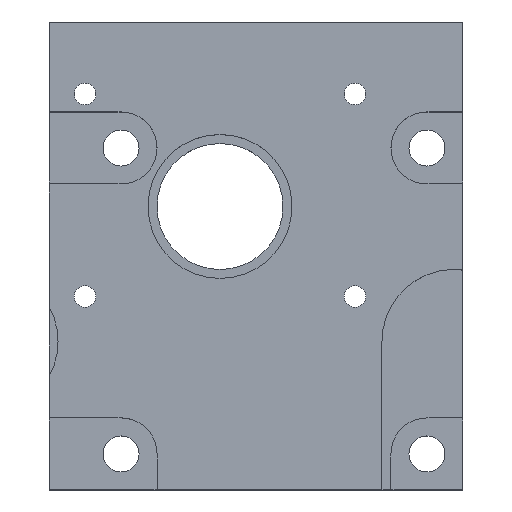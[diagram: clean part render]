
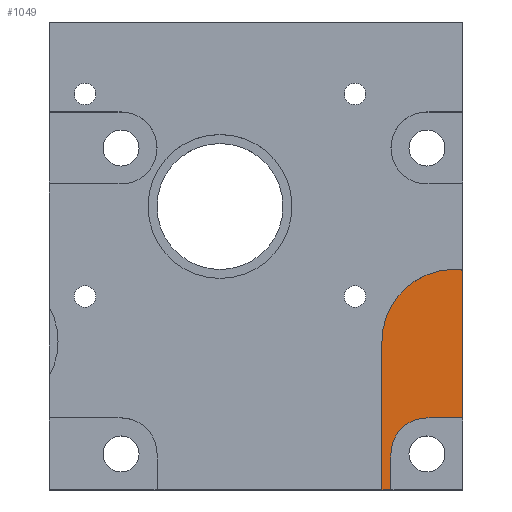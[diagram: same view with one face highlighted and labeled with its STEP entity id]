
A CAD part, top view. The second image highlights one B-rep face of the part: STEP entity #1049.
In plain terms, the highlighted planar face has unit normal (0, 0, 1).
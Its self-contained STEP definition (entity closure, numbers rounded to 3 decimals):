
#32 = PLANE('',#33);
#33 = AXIS2_PLACEMENT_3D('',#34,#35,#36);
#34 = CARTESIAN_POINT('',(-25.,-21.,0.));
#35 = DIRECTION('',(0.,1.,0.));
#36 = DIRECTION('',(1.,0.,0.));
#165 = VERTEX_POINT('',#166);
#166 = CARTESIAN_POINT('',(12.,-21.,5.));
#180 = PLANE('',#181);
#181 = AXIS2_PLACEMENT_3D('',#182,#183,#184);
#182 = CARTESIAN_POINT('',(12.,-4.5,8.));
#183 = DIRECTION('',(-1.,0.,0.));
#184 = DIRECTION('',(0.,-1.,0.));
#192 = EDGE_CURVE('',#165,#193,#195,.T.);
#193 = VERTEX_POINT('',#194);
#194 = CARTESIAN_POINT('',(13.,-21.,5.));
#195 = SURFACE_CURVE('',#196,(#200,#206),.PCURVE_S1.);
#196 = LINE('',#197,#198);
#197 = CARTESIAN_POINT('',(-2.5,-21.,5.));
#198 = VECTOR('',#199,1.);
#199 = DIRECTION('',(1.,0.,0.));
#200 = PCURVE('',#32,#201);
#201 = DEFINITIONAL_REPRESENTATION('',(#202),#205);
#202 = B_SPLINE_CURVE_WITH_KNOTS('',1,(#203,#204),.UNSPECIFIED.,.F.,.F.,
  (2,2),(12.9,28.1),.PIECEWISE_BEZIER_KNOTS.);
#203 = CARTESIAN_POINT('',(35.4,-5.));
#204 = CARTESIAN_POINT('',(50.6,-5.));
#205 = ( GEOMETRIC_REPRESENTATION_CONTEXT(2) 
PARAMETRIC_REPRESENTATION_CONTEXT() REPRESENTATION_CONTEXT('2D SPACE',''
  ) );
#206 = PCURVE('',#207,#212);
#207 = PLANE('',#208);
#208 = AXIS2_PLACEMENT_3D('',#209,#210,#211);
#209 = CARTESIAN_POINT('',(20.,-12.75,5.));
#210 = DIRECTION('',(0.,0.,1.));
#211 = DIRECTION('',(1.,0.,0.));
#212 = DEFINITIONAL_REPRESENTATION('',(#213),#216);
#213 = B_SPLINE_CURVE_WITH_KNOTS('',1,(#214,#215),.UNSPECIFIED.,.F.,.F.,
  (2,2),(12.9,28.1),.PIECEWISE_BEZIER_KNOTS.);
#214 = CARTESIAN_POINT('',(-9.6,-8.25));
#215 = CARTESIAN_POINT('',(5.6,-8.25));
#216 = ( GEOMETRIC_REPRESENTATION_CONTEXT(2) 
PARAMETRIC_REPRESENTATION_CONTEXT() REPRESENTATION_CONTEXT('2D SPACE',''
  ) );
#233 = PLANE('',#234);
#234 = AXIS2_PLACEMENT_3D('',#235,#236,#237);
#235 = CARTESIAN_POINT('',(13.,-22.,8.));
#236 = DIRECTION('',(1.,0.,0.));
#237 = DIRECTION('',(0.,1.,0.));
#284 = PLANE('',#285);
#285 = AXIS2_PLACEMENT_3D('',#286,#287,#288);
#286 = CARTESIAN_POINT('',(21.,-21.,0.));
#287 = DIRECTION('',(-1.,0.,0.));
#288 = DIRECTION('',(0.,1.,0.));
#678 = VERTEX_POINT('',#679);
#679 = CARTESIAN_POINT('',(21.,-13.,5.));
#692 = PLANE('',#693);
#693 = AXIS2_PLACEMENT_3D('',#694,#695,#696);
#694 = CARTESIAN_POINT('',(17.,-13.,8.));
#695 = DIRECTION('',(0.,-1.,0.));
#696 = DIRECTION('',(1.,0.,0.));
#703 = EDGE_CURVE('',#678,#704,#706,.T.);
#704 = VERTEX_POINT('',#705);
#705 = CARTESIAN_POINT('',(21.,3.437,5.));
#706 = SURFACE_CURVE('',#707,(#711,#717),.PCURVE_S1.);
#707 = LINE('',#708,#709);
#708 = CARTESIAN_POINT('',(21.,-16.875,5.));
#709 = VECTOR('',#710,1.);
#710 = DIRECTION('',(0.,1.,0.));
#711 = PCURVE('',#284,#712);
#712 = DEFINITIONAL_REPRESENTATION('',(#713),#716);
#713 = B_SPLINE_CURVE_WITH_KNOTS('',1,(#714,#715),.UNSPECIFIED.,.F.,.F.,
  (2,2),(-9.325,23.625),.PIECEWISE_BEZIER_KNOTS.);
#714 = CARTESIAN_POINT('',(-5.2,-5.));
#715 = CARTESIAN_POINT('',(27.75,-5.));
#716 = ( GEOMETRIC_REPRESENTATION_CONTEXT(2) 
PARAMETRIC_REPRESENTATION_CONTEXT() REPRESENTATION_CONTEXT('2D SPACE',''
  ) );
#717 = PCURVE('',#207,#718);
#718 = DEFINITIONAL_REPRESENTATION('',(#719),#722);
#719 = B_SPLINE_CURVE_WITH_KNOTS('',1,(#720,#721),.UNSPECIFIED.,.F.,.F.,
  (2,2),(-9.325,23.625),.PIECEWISE_BEZIER_KNOTS.);
#720 = CARTESIAN_POINT('',(1.,-13.45));
#721 = CARTESIAN_POINT('',(1.,19.5));
#722 = ( GEOMETRIC_REPRESENTATION_CONTEXT(2) 
PARAMETRIC_REPRESENTATION_CONTEXT() REPRESENTATION_CONTEXT('2D SPACE',''
  ) );
#739 = CYLINDRICAL_SURFACE('',#740,8.);
#740 = AXIS2_PLACEMENT_3D('',#741,#742,#743);
#741 = CARTESIAN_POINT('',(20.,-4.5,8.));
#742 = DIRECTION('',(0.,0.,1.));
#743 = DIRECTION('',(1.,0.,0.));
#939 = CYLINDRICAL_SURFACE('',#940,4.);
#940 = AXIS2_PLACEMENT_3D('',#941,#942,#943);
#941 = CARTESIAN_POINT('',(17.,-17.,8.));
#942 = DIRECTION('',(0.,0.,1.));
#943 = DIRECTION('',(1.,0.,0.));
#1006 = EDGE_CURVE('',#1007,#193,#1009,.T.);
#1007 = VERTEX_POINT('',#1008);
#1008 = CARTESIAN_POINT('',(13.,-17.,5.));
#1009 = SURFACE_CURVE('',#1010,(#1014,#1020),.PCURVE_S1.);
#1010 = LINE('',#1011,#1012);
#1011 = CARTESIAN_POINT('',(13.,-17.375,5.));
#1012 = VECTOR('',#1013,1.);
#1013 = DIRECTION('',(0.,-1.,0.));
#1014 = PCURVE('',#233,#1015);
#1015 = DEFINITIONAL_REPRESENTATION('',(#1016),#1019);
#1016 = B_SPLINE_CURVE_WITH_KNOTS('',1,(#1017,#1018),.UNSPECIFIED.,.F.,
  .F.,(2,2),(-0.775,4.025),.PIECEWISE_BEZIER_KNOTS.);
#1017 = CARTESIAN_POINT('',(5.4,-3.));
#1018 = CARTESIAN_POINT('',(0.6,-3.));
#1019 = ( GEOMETRIC_REPRESENTATION_CONTEXT(2) 
PARAMETRIC_REPRESENTATION_CONTEXT() REPRESENTATION_CONTEXT('2D SPACE',''
  ) );
#1020 = PCURVE('',#207,#1021);
#1021 = DEFINITIONAL_REPRESENTATION('',(#1022),#1025);
#1022 = B_SPLINE_CURVE_WITH_KNOTS('',1,(#1023,#1024),.UNSPECIFIED.,.F.,
  .F.,(2,2),(-0.775,4.025),.PIECEWISE_BEZIER_KNOTS.);
#1023 = CARTESIAN_POINT('',(-7.,-3.85));
#1024 = CARTESIAN_POINT('',(-7.,-8.65));
#1025 = ( GEOMETRIC_REPRESENTATION_CONTEXT(2) 
PARAMETRIC_REPRESENTATION_CONTEXT() REPRESENTATION_CONTEXT('2D SPACE',''
  ) );
#1049 = ADVANCED_FACE('',(#1050),#207,.T.);
#1050 = FACE_BOUND('',#1051,.T.);
#1051 = EDGE_LOOP('',(#1052,#1053,#1077,#1098,#1099,#1100,#1124));
#1052 = ORIENTED_EDGE('',*,*,#703,.T.);
#1053 = ORIENTED_EDGE('',*,*,#1054,.T.);
#1054 = EDGE_CURVE('',#704,#1055,#1057,.T.);
#1055 = VERTEX_POINT('',#1056);
#1056 = CARTESIAN_POINT('',(12.,-4.5,5.));
#1057 = SURFACE_CURVE('',#1058,(#1063,#1070),.PCURVE_S1.);
#1058 = CIRCLE('',#1059,8.);
#1059 = AXIS2_PLACEMENT_3D('',#1060,#1061,#1062);
#1060 = CARTESIAN_POINT('',(20.,-4.5,5.));
#1061 = DIRECTION('',(0.,0.,1.));
#1062 = DIRECTION('',(1.,0.,0.));
#1063 = PCURVE('',#207,#1064);
#1064 = DEFINITIONAL_REPRESENTATION('',(#1065),#1069);
#1065 = CIRCLE('',#1066,8.);
#1066 = AXIS2_PLACEMENT_2D('',#1067,#1068);
#1067 = CARTESIAN_POINT('',(0.,8.25));
#1068 = DIRECTION('',(1.,0.));
#1069 = ( GEOMETRIC_REPRESENTATION_CONTEXT(2) 
PARAMETRIC_REPRESENTATION_CONTEXT() REPRESENTATION_CONTEXT('2D SPACE',''
  ) );
#1070 = PCURVE('',#739,#1071);
#1071 = DEFINITIONAL_REPRESENTATION('',(#1072),#1076);
#1072 = LINE('',#1073,#1074);
#1073 = CARTESIAN_POINT('',(0.,-3.));
#1074 = VECTOR('',#1075,1.);
#1075 = DIRECTION('',(1.,0.));
#1076 = ( GEOMETRIC_REPRESENTATION_CONTEXT(2) 
PARAMETRIC_REPRESENTATION_CONTEXT() REPRESENTATION_CONTEXT('2D SPACE',''
  ) );
#1077 = ORIENTED_EDGE('',*,*,#1078,.T.);
#1078 = EDGE_CURVE('',#1055,#165,#1079,.T.);
#1079 = SURFACE_CURVE('',#1080,(#1084,#1091),.PCURVE_S1.);
#1080 = LINE('',#1081,#1082);
#1081 = CARTESIAN_POINT('',(12.,-4.5,5.));
#1082 = VECTOR('',#1083,1.);
#1083 = DIRECTION('',(0.,-1.,0.));
#1084 = PCURVE('',#207,#1085);
#1085 = DEFINITIONAL_REPRESENTATION('',(#1086),#1090);
#1086 = LINE('',#1087,#1088);
#1087 = CARTESIAN_POINT('',(-8.,8.25));
#1088 = VECTOR('',#1089,1.);
#1089 = DIRECTION('',(0.,-1.));
#1090 = ( GEOMETRIC_REPRESENTATION_CONTEXT(2) 
PARAMETRIC_REPRESENTATION_CONTEXT() REPRESENTATION_CONTEXT('2D SPACE',''
  ) );
#1091 = PCURVE('',#180,#1092);
#1092 = DEFINITIONAL_REPRESENTATION('',(#1093),#1097);
#1093 = LINE('',#1094,#1095);
#1094 = CARTESIAN_POINT('',(0.,-3.));
#1095 = VECTOR('',#1096,1.);
#1096 = DIRECTION('',(1.,0.));
#1097 = ( GEOMETRIC_REPRESENTATION_CONTEXT(2) 
PARAMETRIC_REPRESENTATION_CONTEXT() REPRESENTATION_CONTEXT('2D SPACE',''
  ) );
#1098 = ORIENTED_EDGE('',*,*,#192,.T.);
#1099 = ORIENTED_EDGE('',*,*,#1006,.F.);
#1100 = ORIENTED_EDGE('',*,*,#1101,.F.);
#1101 = EDGE_CURVE('',#1102,#1007,#1104,.T.);
#1102 = VERTEX_POINT('',#1103);
#1103 = CARTESIAN_POINT('',(17.,-13.,5.));
#1104 = SURFACE_CURVE('',#1105,(#1110,#1117),.PCURVE_S1.);
#1105 = CIRCLE('',#1106,4.);
#1106 = AXIS2_PLACEMENT_3D('',#1107,#1108,#1109);
#1107 = CARTESIAN_POINT('',(17.,-17.,5.));
#1108 = DIRECTION('',(0.,0.,1.));
#1109 = DIRECTION('',(1.,0.,0.));
#1110 = PCURVE('',#207,#1111);
#1111 = DEFINITIONAL_REPRESENTATION('',(#1112),#1116);
#1112 = CIRCLE('',#1113,4.);
#1113 = AXIS2_PLACEMENT_2D('',#1114,#1115);
#1114 = CARTESIAN_POINT('',(-3.,-4.25));
#1115 = DIRECTION('',(1.,0.));
#1116 = ( GEOMETRIC_REPRESENTATION_CONTEXT(2) 
PARAMETRIC_REPRESENTATION_CONTEXT() REPRESENTATION_CONTEXT('2D SPACE',''
  ) );
#1117 = PCURVE('',#939,#1118);
#1118 = DEFINITIONAL_REPRESENTATION('',(#1119),#1123);
#1119 = LINE('',#1120,#1121);
#1120 = CARTESIAN_POINT('',(0.,-3.));
#1121 = VECTOR('',#1122,1.);
#1122 = DIRECTION('',(1.,0.));
#1123 = ( GEOMETRIC_REPRESENTATION_CONTEXT(2) 
PARAMETRIC_REPRESENTATION_CONTEXT() REPRESENTATION_CONTEXT('2D SPACE',''
  ) );
#1124 = ORIENTED_EDGE('',*,*,#1125,.F.);
#1125 = EDGE_CURVE('',#678,#1102,#1126,.T.);
#1126 = SURFACE_CURVE('',#1127,(#1131,#1137),.PCURVE_S1.);
#1127 = LINE('',#1128,#1129);
#1128 = CARTESIAN_POINT('',(18.5,-13.,5.));
#1129 = VECTOR('',#1130,1.);
#1130 = DIRECTION('',(-1.,0.,0.));
#1131 = PCURVE('',#207,#1132);
#1132 = DEFINITIONAL_REPRESENTATION('',(#1133),#1136);
#1133 = B_SPLINE_CURVE_WITH_KNOTS('',1,(#1134,#1135),.UNSPECIFIED.,.F.,
  .F.,(2,2),(-2.9,1.9),.PIECEWISE_BEZIER_KNOTS.);
#1134 = CARTESIAN_POINT('',(1.4,-0.25));
#1135 = CARTESIAN_POINT('',(-3.4,-0.25));
#1136 = ( GEOMETRIC_REPRESENTATION_CONTEXT(2) 
PARAMETRIC_REPRESENTATION_CONTEXT() REPRESENTATION_CONTEXT('2D SPACE',''
  ) );
#1137 = PCURVE('',#692,#1138);
#1138 = DEFINITIONAL_REPRESENTATION('',(#1139),#1142);
#1139 = B_SPLINE_CURVE_WITH_KNOTS('',1,(#1140,#1141),.UNSPECIFIED.,.F.,
  .F.,(2,2),(-2.9,1.9),.PIECEWISE_BEZIER_KNOTS.);
#1140 = CARTESIAN_POINT('',(4.4,-3.));
#1141 = CARTESIAN_POINT('',(-0.4,-3.));
#1142 = ( GEOMETRIC_REPRESENTATION_CONTEXT(2) 
PARAMETRIC_REPRESENTATION_CONTEXT() REPRESENTATION_CONTEXT('2D SPACE',''
  ) );
